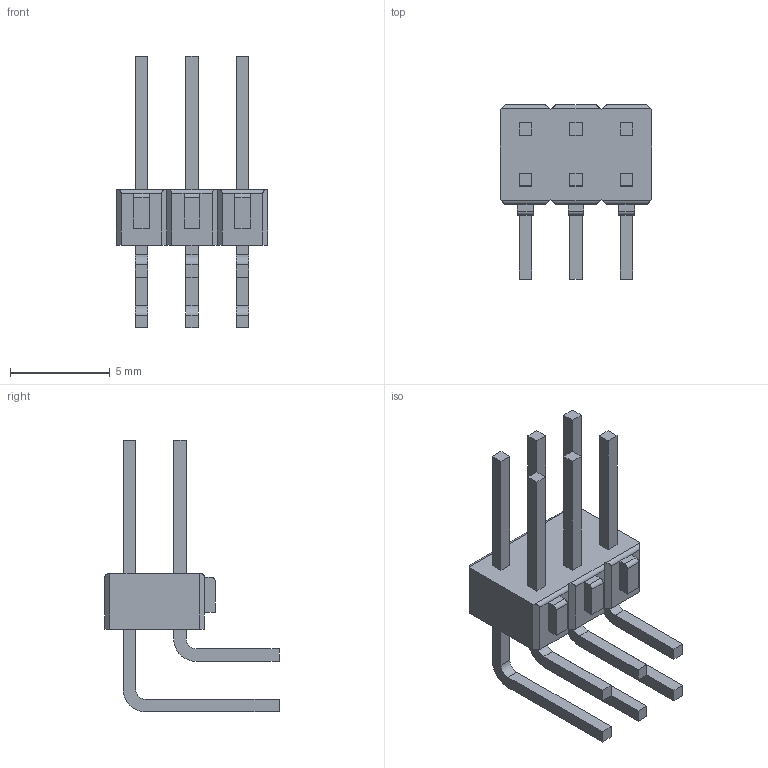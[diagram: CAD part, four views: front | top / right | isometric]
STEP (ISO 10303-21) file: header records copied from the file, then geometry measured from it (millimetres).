
FILE_DESCRIPTION((''),'2;1');
FILE_NAME('C-826634-3','2017-03-30T',('workeradm'),('Tyco Electronics Ltd.'),'CREO PARAMETRIC BY PTC INC, 2016050','CREO PARAMETRIC BY PTC INC, 2016050','');
FILE_SCHEMA(('AUTOMOTIVE_DESIGN { 1 0 10303 214 1 1 1 1 }'));
Length unit declared in the file: millimetre
Products named in the file (1): C-826634-3
Bounding box: 7.62 x 8.75 x 13.65 mm (x, y, z)
Volume: 143.9 mm3; surface area: 383.2 mm2
Topology: 1 solids, 1 shells, 130 faces, 342 edges, 226 vertices
Faces by surface type: plane 109, cylinder 21
Entity records: 4022 total; most frequent: CARTESIAN_POINT 754, ORIENTED_EDGE 684, DIRECTION 620, EDGE_CURVE 342, VECTOR 300, LINE 300, VERTEX_POINT 226, AXIS2_PLACEMENT_3D 160
